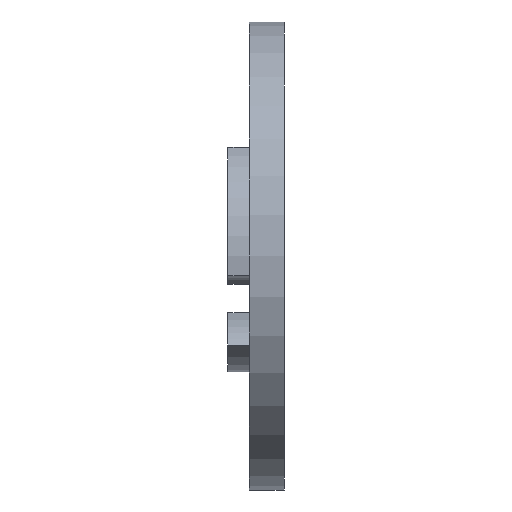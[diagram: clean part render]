
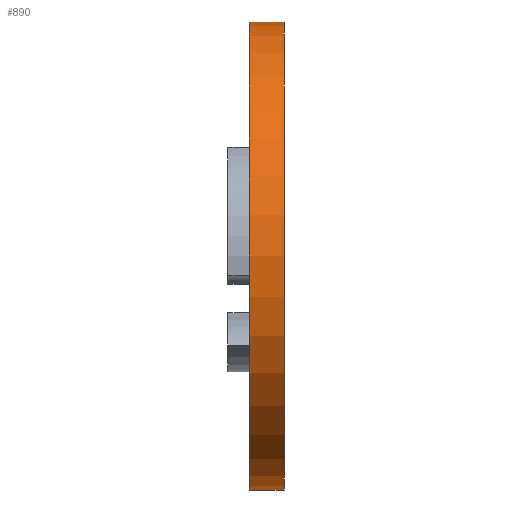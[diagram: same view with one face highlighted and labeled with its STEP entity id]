
A CAD part, left-side view. The second image highlights one B-rep face of the part: STEP entity #890.
In plain terms, the highlighted cylindrical face has radius 54 mm (diameter 108 mm), a partial arc.
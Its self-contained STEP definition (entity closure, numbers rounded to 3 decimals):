
#42 = VECTOR ( 'NONE', #910, 1000. ) ;
#46 = LINE ( 'NONE', #702, #253 ) ;
#63 = AXIS2_PLACEMENT_3D ( 'NONE', #1013, #588, #928 ) ;
#87 = EDGE_CURVE ( 'NONE', #510, #281, #46, .T. ) ;
#125 = ORIENTED_EDGE ( 'NONE', *, *, #568, .F. ) ;
#160 = EDGE_LOOP ( 'NONE', ( #125, #1023, #639, #602 ) ) ;
#163 = EDGE_CURVE ( 'NONE', #510, #980, #870, .T. ) ;
#194 = DIRECTION ( 'NONE',  ( 0., 0., 1. ) ) ;
#253 = VECTOR ( 'NONE', #714, 1000. ) ;
#274 = CIRCLE ( 'NONE', #729, 54. ) ;
#280 = DIRECTION ( 'NONE',  ( 0., 1., 0. ) ) ;
#281 = VERTEX_POINT ( 'NONE', #756 ) ;
#355 = CARTESIAN_POINT ( 'NONE',  ( 0., 8., 54. ) ) ;
#401 = LINE ( 'NONE', #753, #42 ) ;
#477 = CARTESIAN_POINT ( 'NONE',  ( 0., 0., 54. ) ) ;
#510 = VERTEX_POINT ( 'NONE', #840 ) ;
#566 = VERTEX_POINT ( 'NONE', #477 ) ;
#568 = EDGE_CURVE ( 'NONE', #980, #566, #401, .T. ) ;
#588 = DIRECTION ( 'NONE',  ( 0., -1., 0. ) ) ;
#602 = ORIENTED_EDGE ( 'NONE', *, *, #1080, .T. ) ;
#639 = ORIENTED_EDGE ( 'NONE', *, *, #87, .T. ) ;
#649 = AXIS2_PLACEMENT_3D ( 'NONE', #824, #830, #194 ) ;
#667 = CYLINDRICAL_SURFACE ( 'NONE', #63, 54. ) ;
#702 = CARTESIAN_POINT ( 'NONE',  ( 0., 8., -54. ) ) ;
#714 = DIRECTION ( 'NONE',  ( 0., -1., 0. ) ) ;
#729 = AXIS2_PLACEMENT_3D ( 'NONE', #866, #280, #872 ) ;
#753 = CARTESIAN_POINT ( 'NONE',  ( 0., 8., 54. ) ) ;
#756 = CARTESIAN_POINT ( 'NONE',  ( 0., 0., -54. ) ) ;
#774 = FACE_OUTER_BOUND ( 'NONE', #160, .T. ) ;
#824 = CARTESIAN_POINT ( 'NONE',  ( 0., 8., 0. ) ) ;
#830 = DIRECTION ( 'NONE',  ( 0., 1., 0. ) ) ;
#840 = CARTESIAN_POINT ( 'NONE',  ( 0., 8., -54. ) ) ;
#866 = CARTESIAN_POINT ( 'NONE',  ( 0., 0., 0. ) ) ;
#870 = CIRCLE ( 'NONE', #649, 54. ) ;
#872 = DIRECTION ( 'NONE',  ( 0., 0., 1. ) ) ;
#890 = ADVANCED_FACE ( 'NONE', ( #774 ), #667, .T. ) ;
#910 = DIRECTION ( 'NONE',  ( 0., -1., 0. ) ) ;
#928 = DIRECTION ( 'NONE',  ( 0., 0., -1. ) ) ;
#980 = VERTEX_POINT ( 'NONE', #355 ) ;
#1013 = CARTESIAN_POINT ( 'NONE',  ( 0., 8., 0. ) ) ;
#1023 = ORIENTED_EDGE ( 'NONE', *, *, #163, .F. ) ;
#1080 = EDGE_CURVE ( 'NONE', #281, #566, #274, .T. ) ;
